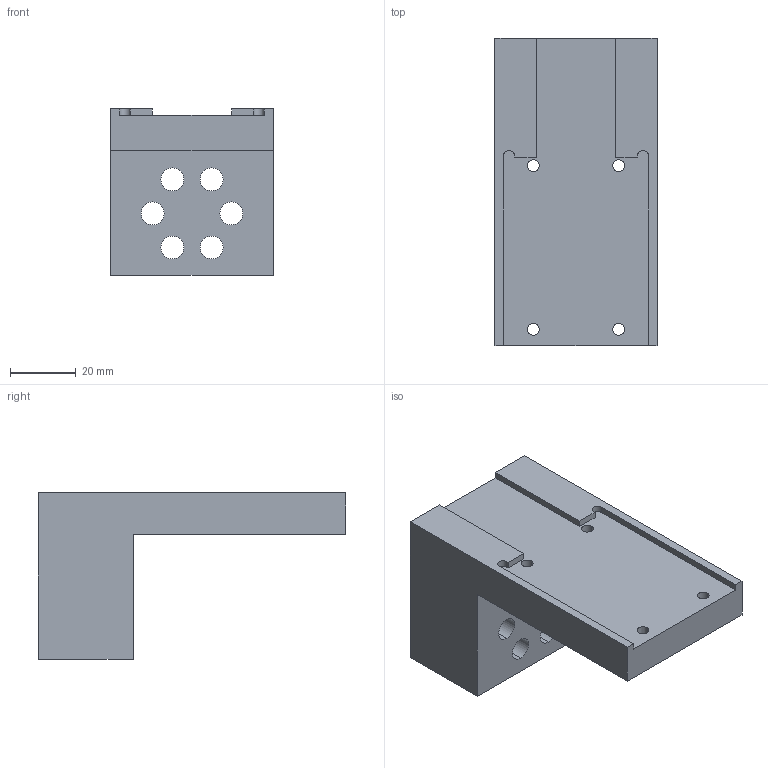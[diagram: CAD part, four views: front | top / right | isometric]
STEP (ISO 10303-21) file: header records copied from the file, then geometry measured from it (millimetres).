
FILE_DESCRIPTION (( 'STEP AP203' ), '1' );
FILE_NAME ('FB360_V1_24.STEP', '2016-05-30T06:51:42', ( '' ), ( '' ), 'SwSTEP 2.0', 'SolidWorks 2016', '' );
FILE_SCHEMA (( 'CONFIG_CONTROL_DESIGN' ));
Length unit declared in the file: inch
Products named in the file (1): FB360_V1_24
Bounding box: 49.5 x 93.88 x 50.8 mm (x, y, z)
Volume: 97398.9 mm3; surface area: 23619.3 mm2
Topology: 1 solids, 1 shells, 64 faces, 162 edges, 108 vertices
Faces by surface type: cylinder 38, plane 26
Entity records: 2081 total; most frequent: DIRECTION 368, CARTESIAN_POINT 335, ORIENTED_EDGE 324, EDGE_CURVE 162, AXIS2_PLACEMENT_3D 141, VERTEX_POINT 108, EDGE_LOOP 92, VECTOR 86
